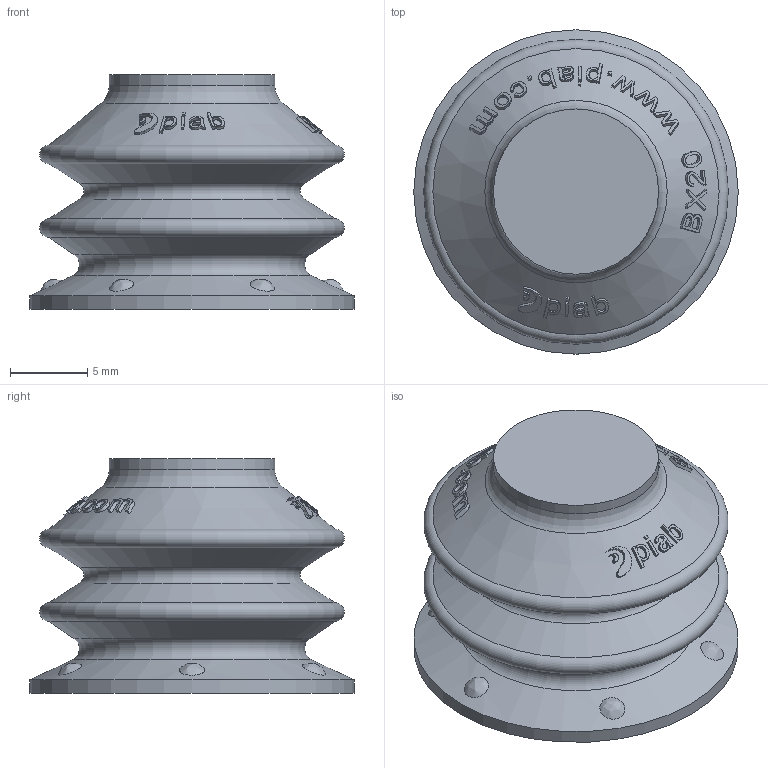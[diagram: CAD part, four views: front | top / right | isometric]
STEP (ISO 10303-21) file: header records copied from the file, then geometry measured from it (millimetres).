
FILE_DESCRIPTION( ( 'Unknown' ), '1' );
FILE_NAME( '0118507.stp', 'Unknown', ( 'Unknown' ), ( 'Unknown' ), 'PSStep 10.0', 'Unknown', ' ' );
FILE_SCHEMA( ( 'automotive_design' ) );
Length unit declared in the file: millimetre
Products named in the file (1): 1
Bounding box: 21 x 21 x 15.16 mm (x, y, z)
Volume: 3225.2 mm3; surface area: 1682.1 mm2
Topology: 1 solids, 1 shells, 248 faces, 879 edges, 673 vertices
Faces by surface type: plane 98, cylinder 49, extrusion 48, cone 39, bspline 9, torus 5
Full cylindrical faces by diameter (mm): 10.698 x1, 21 x1
Entity records: 15558 total; most frequent: CARTESIAN_POINT 6341, ORIENTED_EDGE 1718, EDGE_CURVE 859, B_SPLINE_CURVE_WITH_KNOTS 761, VERTEX_POINT 665, DIRECTION 591, PRESENTATION_STYLE_ASSIGNMENT 497, COLOUR_RGB 497
